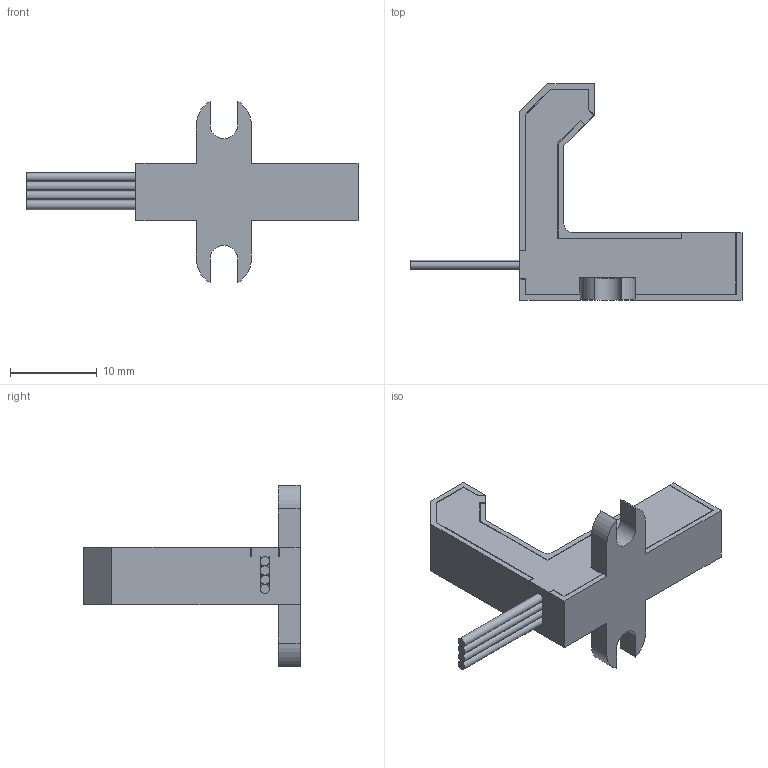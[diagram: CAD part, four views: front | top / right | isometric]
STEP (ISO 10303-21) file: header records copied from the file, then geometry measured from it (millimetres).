
FILE_DESCRIPTION (( 'STEP AP214' ), '1' );
FILE_NAME ('OPB420AZ-step.STEP', '2021-08-04T19:01:59', ( '' ), ( '' ), 'SwSTEP 2.0', 'SolidWorks 2020', '' );
FILE_SCHEMA (( 'AUTOMOTIVE_DESIGN' ));
Length unit declared in the file: inch
Products named in the file (1): OPB420AZ-step
Bounding box: 38.35 x 24.99 x 20.99 mm (x, y, z)
Volume: 1673.6 mm3; surface area: 3139.6 mm2
Topology: 6 solids, 9 shells, 447 faces, 1240 edges, 806 vertices
Faces by surface type: plane 321, bspline 69, cylinder 42, cone 15
Entity records: 20118 total; most frequent: CARTESIAN_POINT 8127, ORIENTED_EDGE 2480, DIRECTION 1959, EDGE_CURVE 1240, LINE 955, VECTOR 955, VERTEX_POINT 806, AXIS2_PLACEMENT_3D 502
